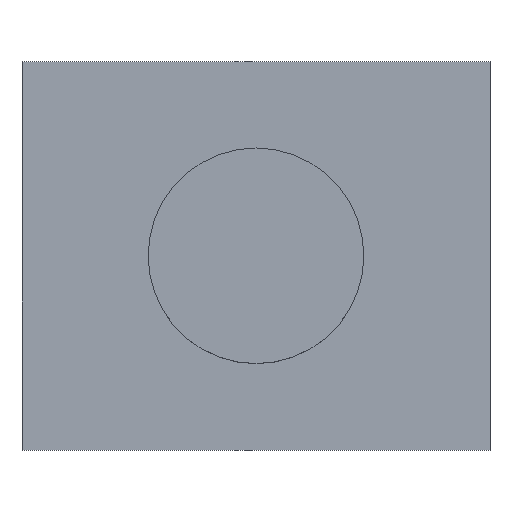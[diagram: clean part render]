
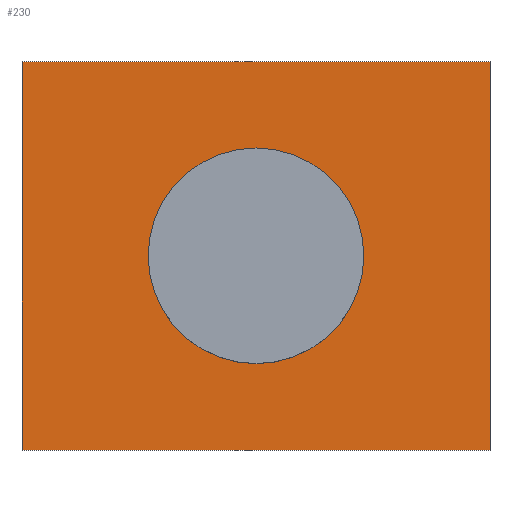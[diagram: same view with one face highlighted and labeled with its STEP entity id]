
A CAD part, top view. The second image highlights one B-rep face of the part: STEP entity #230.
In plain terms, the highlighted planar face has unit normal (0, 0, 1).
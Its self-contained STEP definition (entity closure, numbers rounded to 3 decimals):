
#95=LINE('',#1220,#164);
#96=LINE('',#1223,#165);
#97=LINE('',#1225,#166);
#98=LINE('',#1227,#167);
#164=VECTOR('',#984,1.);
#165=VECTOR('',#985,1.);
#166=VECTOR('',#986,1.);
#167=VECTOR('',#987,1.);
#230=ADVANCED_FACE('',(#310,#311),#276,.F.);
#276=PLANE('',#866);
#310=FACE_BOUND('',#347,.T.);
#311=FACE_BOUND('',#348,.T.);
#347=EDGE_LOOP('',(#435,#436,#437,#438));
#348=EDGE_LOOP('',(#439));
#435=ORIENTED_EDGE('',*,*,#704,.T.);
#436=ORIENTED_EDGE('',*,*,#705,.F.);
#437=ORIENTED_EDGE('',*,*,#706,.F.);
#438=ORIENTED_EDGE('',*,*,#707,.T.);
#439=ORIENTED_EDGE('',*,*,#703,.F.);
#628=VERTEX_POINT('',#1218);
#629=VERTEX_POINT('',#1221);
#630=VERTEX_POINT('',#1222);
#631=VERTEX_POINT('',#1224);
#632=VERTEX_POINT('',#1226);
#703=EDGE_CURVE('',#628,#628,#795,.T.);
#704=EDGE_CURVE('',#629,#630,#95,.T.);
#705=EDGE_CURVE('',#631,#630,#96,.T.);
#706=EDGE_CURVE('',#632,#631,#97,.T.);
#707=EDGE_CURVE('',#632,#629,#98,.T.);
#795=CIRCLE('',#864,29.95);
#864=AXIS2_PLACEMENT_3D('',#1217,#980,#981);
#866=AXIS2_PLACEMENT_3D('',#1228,#988,#989);
#980=DIRECTION('',(0.,0.,1.));
#981=DIRECTION('',(-1.,0.,0.));
#984=DIRECTION('',(0.,-1.,0.));
#985=DIRECTION('',(-1.,0.,0.));
#986=DIRECTION('',(0.,-1.,0.));
#987=DIRECTION('',(-1.,0.,0.));
#988=DIRECTION('',(0.,0.,-1.));
#989=DIRECTION('',(-1.,0.,0.));
#1217=CARTESIAN_POINT('',(0.,0.,
0.));
#1218=CARTESIAN_POINT('',(-29.95,0.,0.));
#1220=CARTESIAN_POINT('',(-65.,-54.,0.));
#1221=CARTESIAN_POINT('',(-65.,54.,0.));
#1222=CARTESIAN_POINT('',(-65.,-54.,0.));
#1223=CARTESIAN_POINT('',(65.,-54.,0.));
#1224=CARTESIAN_POINT('',(65.,-54.,0.));
#1225=CARTESIAN_POINT('',(65.,-54.,0.));
#1226=CARTESIAN_POINT('',(65.,54.,0.));
#1227=CARTESIAN_POINT('',(65.,54.,0.));
#1228=CARTESIAN_POINT('',(65.,-54.,0.));
